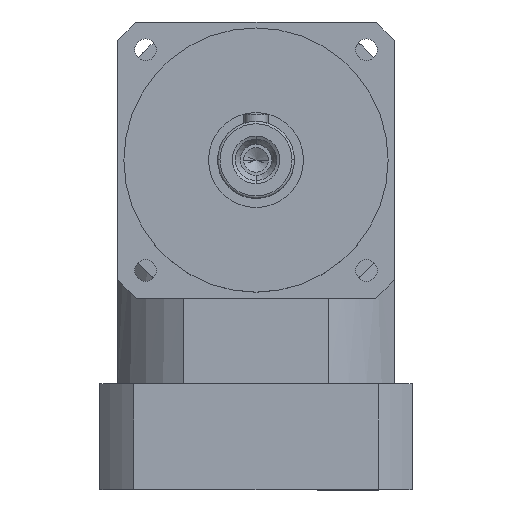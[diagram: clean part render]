
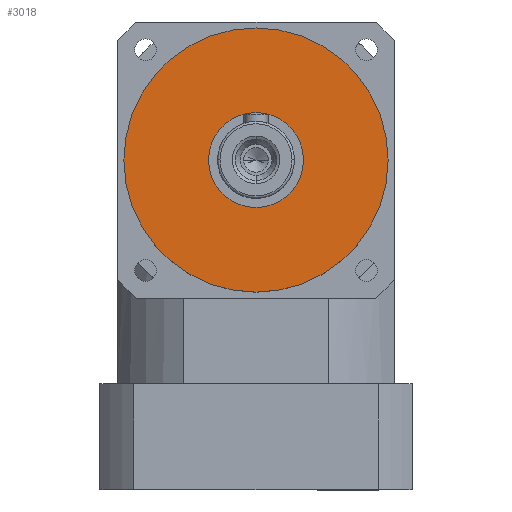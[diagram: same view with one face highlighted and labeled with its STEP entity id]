
A CAD part, top view. The second image highlights one B-rep face of the part: STEP entity #3018.
In plain terms, the highlighted planar face has unit normal (0, 0, 1).
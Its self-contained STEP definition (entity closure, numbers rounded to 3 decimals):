
#252 = FACE_OUTER_BOUND ( 'NONE', #1470, .T. ) ;
#326 = DIRECTION ( 'NONE',  ( 1., 0., 0. ) ) ;
#847 = CARTESIAN_POINT ( 'NONE',  ( 0., 0., 78.5 ) ) ;
#883 = AXIS2_PLACEMENT_3D ( 'NONE', #2582, #6692, #3171 ) ;
#1122 = CARTESIAN_POINT ( 'NONE',  ( 0., 0., 78.5 ) ) ;
#1148 = DIRECTION ( 'NONE',  ( 1., 0., 0. ) ) ;
#1212 = DIRECTION ( 'NONE',  ( 0., 0., 1. ) ) ;
#1430 = DIRECTION ( 'NONE',  ( 1., 0., 0. ) ) ;
#1470 = EDGE_LOOP ( 'NONE', ( #4006, #3720 ) ) ;
#1972 = CARTESIAN_POINT ( 'NONE',  ( 19.75, 0., 78.5 ) ) ;
#2020 = CARTESIAN_POINT ( 'NONE',  ( 55., 0., 78.5 ) ) ;
#2054 = EDGE_CURVE ( 'NONE', #3497, #2510, #4205, .T. ) ;
#2510 = VERTEX_POINT ( 'NONE', #2020 ) ;
#2582 = CARTESIAN_POINT ( 'NONE',  ( 0., 0., 78.5 ) ) ;
#2785 = EDGE_LOOP ( 'NONE', ( #4162, #5917 ) ) ;
#3018 = ADVANCED_FACE ( 'NONE', ( #7590, #252 ), #4068, .T. ) ;
#3056 = AXIS2_PLACEMENT_3D ( 'NONE', #847, #4947, #1430 ) ;
#3171 = DIRECTION ( 'NONE',  ( 1., 0., 0. ) ) ;
#3250 = DIRECTION ( 'NONE',  ( 0., 0., 1. ) ) ;
#3334 = CARTESIAN_POINT ( 'NONE',  ( 0., 0., 78.5 ) ) ;
#3497 = VERTEX_POINT ( 'NONE', #7438 ) ;
#3568 = CIRCLE ( 'NONE', #883, 19.75 ) ;
#3706 = EDGE_CURVE ( 'NONE', #6760, #7301, #6679, .T. ) ;
#3720 = ORIENTED_EDGE ( 'NONE', *, *, #4482, .T. ) ;
#4006 = ORIENTED_EDGE ( 'NONE', *, *, #2054, .T. ) ;
#4068 = PLANE ( 'NONE',  #5854 ) ;
#4162 = ORIENTED_EDGE ( 'NONE', *, *, #7304, .F. ) ;
#4176 = CARTESIAN_POINT ( 'NONE',  ( -19.75, 0., 78.5 ) ) ;
#4205 = CIRCLE ( 'NONE', #5409, 55. ) ;
#4452 = CIRCLE ( 'NONE', #7258, 55. ) ;
#4482 = EDGE_CURVE ( 'NONE', #2510, #3497, #4452, .T. ) ;
#4648 = DIRECTION ( 'NONE',  ( 0., 0., 1. ) ) ;
#4723 = CARTESIAN_POINT ( 'NONE',  ( 0., 0., 78.5 ) ) ;
#4947 = DIRECTION ( 'NONE',  ( 0., 0., 1. ) ) ;
#5320 = DIRECTION ( 'NONE',  ( 1., 0., 0. ) ) ;
#5409 = AXIS2_PLACEMENT_3D ( 'NONE', #3334, #3250, #326 ) ;
#5854 = AXIS2_PLACEMENT_3D ( 'NONE', #1122, #4648, #1148 ) ;
#5917 = ORIENTED_EDGE ( 'NONE', *, *, #3706, .F. ) ;
#6679 = CIRCLE ( 'NONE', #3056, 19.75 ) ;
#6692 = DIRECTION ( 'NONE',  ( 0., 0., 1. ) ) ;
#6760 = VERTEX_POINT ( 'NONE', #4176 ) ;
#7258 = AXIS2_PLACEMENT_3D ( 'NONE', #4723, #1212, #5320 ) ;
#7301 = VERTEX_POINT ( 'NONE', #1972 ) ;
#7304 = EDGE_CURVE ( 'NONE', #7301, #6760, #3568, .T. ) ;
#7438 = CARTESIAN_POINT ( 'NONE',  ( -55., 0., 78.5 ) ) ;
#7590 = FACE_BOUND ( 'NONE', #2785, .T. ) ;
